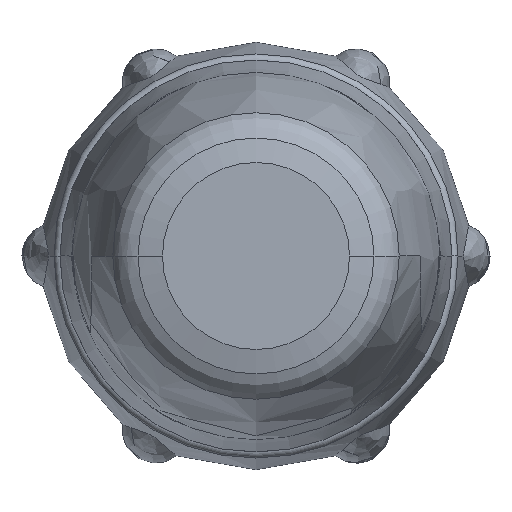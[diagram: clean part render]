
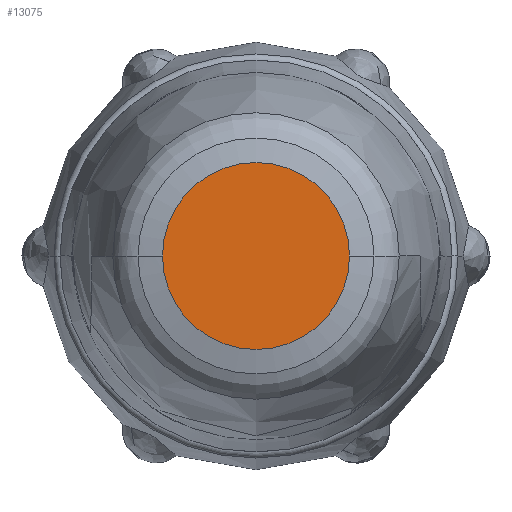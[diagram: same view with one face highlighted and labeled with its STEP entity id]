
A CAD part, front view. The second image highlights one B-rep face of the part: STEP entity #13075.
In plain terms, the highlighted planar face has unit normal (0, -1, 0).
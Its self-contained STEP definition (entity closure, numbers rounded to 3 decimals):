
#4963=CARTESIAN_POINT('',(0.,-52.525,0.));
#4964=DIRECTION('',(0.,-1.,0.));
#4965=DIRECTION('',(-1.,0.,0.));
#4966=AXIS2_PLACEMENT_3D('',#4963,#4964,#4965);
#4968=CARTESIAN_POINT('',(0.,-52.525,0.));
#4969=DIRECTION('',(0.,-1.,0.));
#4970=DIRECTION('',(1.,0.,0.));
#4971=AXIS2_PLACEMENT_3D('',#4968,#4969,#4970);
#7025=CARTESIAN_POINT('',(-5.22,-52.525,0.));
#7026=CARTESIAN_POINT('',(5.22,-52.525,0.));
#7027=VERTEX_POINT('',#7025);
#7028=VERTEX_POINT('',#7026);
#13065=CARTESIAN_POINT('',(0.,-52.525,0.));
#13066=DIRECTION('',(0.,1.,0.));
#13067=DIRECTION('',(0.,0.,-1.));
#13068=AXIS2_PLACEMENT_3D('',#13065,#13066,#13067);
#13069=PLANE('',#13068);
#13070=ORIENTED_EDGE('',*,*,#13055,.F.);
#13072=ORIENTED_EDGE('',*,*,#13071,.F.);
#13073=EDGE_LOOP('',(#13070,#13072));
#13074=FACE_OUTER_BOUND('',#13073,.F.);
#13075=ADVANCED_FACE('',(#13074),#13069,.F.);
#4967=CIRCLE('',#4966,5.22);
#4972=CIRCLE('',#4971,5.22);
#13055=EDGE_CURVE('',#7027,#7028,#4967,.T.);
#13071=EDGE_CURVE('',#7028,#7027,#4972,.T.);
